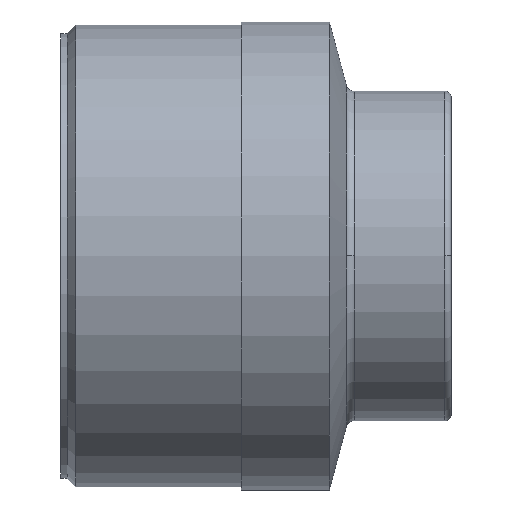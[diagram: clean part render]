
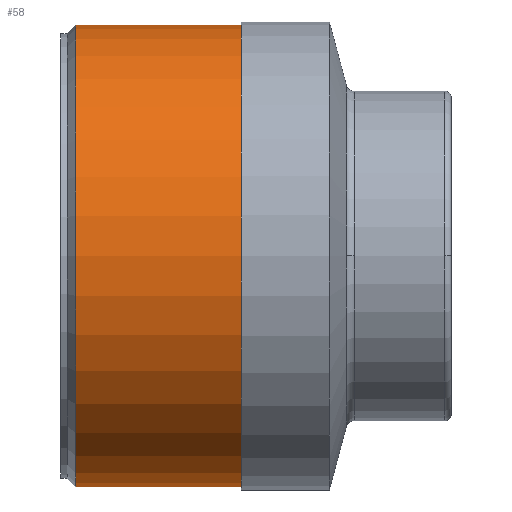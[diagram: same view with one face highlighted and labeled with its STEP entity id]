
A CAD part, top view. The second image highlights one B-rep face of the part: STEP entity #58.
In plain terms, the highlighted cylindrical face has radius 55 mm (diameter 110 mm), a partial arc.
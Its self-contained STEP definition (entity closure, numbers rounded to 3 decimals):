
#58=ADVANCED_FACE('',(#136),#137,.T.);
#136=FACE_OUTER_BOUND('',#236,.T.);
#137=CYLINDRICAL_SURFACE('',#237,55.0);
#236=EDGE_LOOP('',(#341,#342,#343,#344));
#237=AXIS2_PLACEMENT_3D('',#345,#346,#347);
#341=ORIENTED_EDGE('',*,*,#587,.F.);
#342=ORIENTED_EDGE('',*,*,#588,.T.);
#343=ORIENTED_EDGE('',*,*,#589,.F.);
#344=ORIENTED_EDGE('',*,*,#590,.F.);
#345=CARTESIAN_POINT('',(-23.949,0.,0.0));
#346=DIRECTION('',(1.0,0.,0.0));
#347=DIRECTION('',(0.,-1.0,0.0));
#587=EDGE_CURVE('',#692,#693,#694,.T.);
#588=EDGE_CURVE('',#692,#695,#696,.T.);
#589=EDGE_CURVE('',#697,#695,#698,.T.);
#590=EDGE_CURVE('',#693,#697,#699,.T.);
#692=VERTEX_POINT('',#838);
#693=VERTEX_POINT('',#839);
#694=LINE('',#840,#841);
#695=VERTEX_POINT('',#842);
#696=CIRCLE('',#843,55.0);
#697=VERTEX_POINT('',#844);
#698=LINE('',#845,#846);
#699=CIRCLE('',#847,55.0);
#838=CARTESIAN_POINT('',(-4.199,-55.0,0.));
#839=CARTESIAN_POINT('',(-43.699,-55.0,0.));
#840=CARTESIAN_POINT('',(-23.949,-55.0,0.));
#841=VECTOR('',#992,1.0);
#842=CARTESIAN_POINT('',(-4.199,55.0,0.));
#843=AXIS2_PLACEMENT_3D('',#993,#994,#995);
#844=CARTESIAN_POINT('',(-43.699,55.0,0.));
#845=CARTESIAN_POINT('',(-23.949,55.0,0.));
#846=VECTOR('',#996,1.0);
#847=AXIS2_PLACEMENT_3D('',#997,#998,#999);
#992=DIRECTION('',(-1.0,0.,-0.0));
#993=CARTESIAN_POINT('',(-4.199,0.0,0.0));
#994=DIRECTION('',(-1.0,0.0,0.0));
#995=DIRECTION('',(0.0,-1.0,0.0));
#996=DIRECTION('',(1.0,0.,0.0));
#997=CARTESIAN_POINT('',(-43.699,0.,0.0));
#998=DIRECTION('',(-1.0,0.0,0.0));
#999=DIRECTION('',(0.0,-1.0,0.0));
